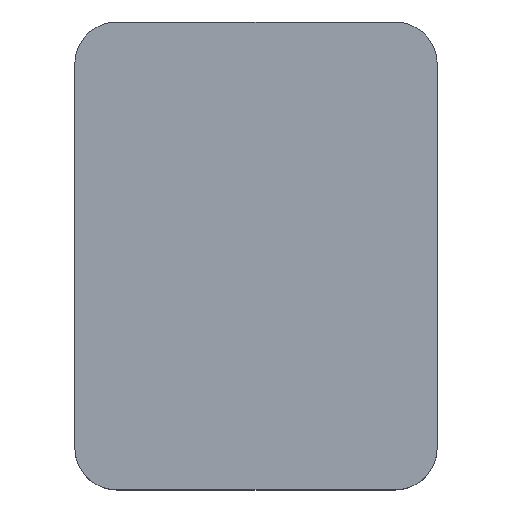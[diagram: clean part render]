
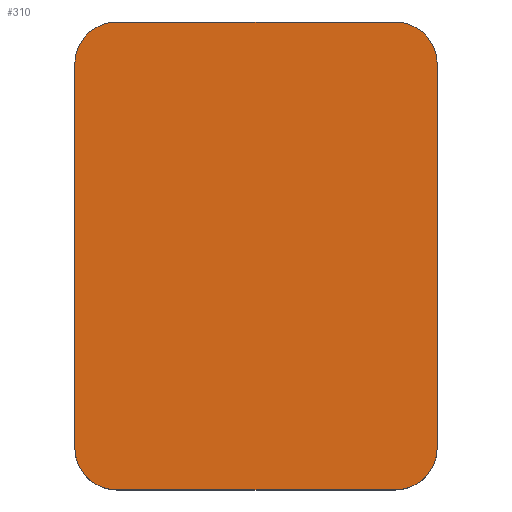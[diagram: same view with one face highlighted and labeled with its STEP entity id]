
A CAD part, top view. The second image highlights one B-rep face of the part: STEP entity #310.
In plain terms, the highlighted planar face has unit normal (0, 0, 1).
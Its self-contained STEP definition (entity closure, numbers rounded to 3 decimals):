
#23=PLANE('',#363);
#37=FACE_OUTER_BOUND('',#61,.T.);
#61=EDGE_LOOP('',(#250,#251,#252,#253,#254,#255,#256,#257));
#80=LINE('',#509,#104);
#89=LINE('',#541,#113);
#91=LINE('',#546,#115);
#92=LINE('',#548,#116);
#104=VECTOR('',#405,10.);
#113=VECTOR('',#436,10.);
#115=VECTOR('',#442,10.);
#116=VECTOR('',#445,10.);
#122=CIRCLE('',#344,2.);
#128=CIRCLE('',#353,2.);
#133=CIRCLE('',#360,2.);
#135=CIRCLE('',#364,2.);
#140=VERTEX_POINT('',#485);
#141=VERTEX_POINT('',#486);
#150=VERTEX_POINT('',#508);
#153=VERTEX_POINT('',#516);
#160=VERTEX_POINT('',#534);
#161=VERTEX_POINT('',#535);
#162=VERTEX_POINT('',#540);
#163=VERTEX_POINT('',#545);
#168=EDGE_CURVE('',#140,#141,#122,.T.);
#179=EDGE_CURVE('',#150,#141,#80,.T.);
#183=EDGE_CURVE('',#150,#153,#128,.T.);
#192=EDGE_CURVE('',#160,#161,#133,.T.);
#195=EDGE_CURVE('',#162,#161,#89,.T.);
#198=EDGE_CURVE('',#140,#163,#91,.T.);
#199=EDGE_CURVE('',#162,#163,#135,.T.);
#200=EDGE_CURVE('',#160,#153,#92,.T.);
#250=ORIENTED_EDGE('',*,*,#168,.F.);
#251=ORIENTED_EDGE('',*,*,#198,.T.);
#252=ORIENTED_EDGE('',*,*,#199,.F.);
#253=ORIENTED_EDGE('',*,*,#195,.T.);
#254=ORIENTED_EDGE('',*,*,#192,.F.);
#255=ORIENTED_EDGE('',*,*,#200,.T.);
#256=ORIENTED_EDGE('',*,*,#183,.F.);
#257=ORIENTED_EDGE('',*,*,#179,.T.);
#310=ADVANCED_FACE('',(#37),#23,.T.);
#344=AXIS2_PLACEMENT_3D('',#487,#385,#386);
#353=AXIS2_PLACEMENT_3D('',#517,#412,#413);
#360=AXIS2_PLACEMENT_3D('',#536,#430,#431);
#363=AXIS2_PLACEMENT_3D('',#544,#440,#441);
#364=AXIS2_PLACEMENT_3D('',#547,#443,#444);
#385=DIRECTION('center_axis',(0.,0.,-1.));
#386=DIRECTION('ref_axis',(-0.707,-0.707,0.));
#405=DIRECTION('',(0.,-1.,0.));
#412=DIRECTION('center_axis',(0.,0.,-1.));
#413=DIRECTION('ref_axis',(-0.707,0.707,0.));
#430=DIRECTION('center_axis',(0.,0.,-1.));
#431=DIRECTION('ref_axis',(0.707,0.707,0.));
#436=DIRECTION('',(0.,1.,0.));
#440=DIRECTION('center_axis',(0.,0.,1.));
#441=DIRECTION('ref_axis',(1.,0.,0.));
#442=DIRECTION('',(1.,0.,0.));
#443=DIRECTION('center_axis',(0.,0.,-1.));
#444=DIRECTION('ref_axis',(0.707,-0.707,0.));
#445=DIRECTION('',(-1.,0.,0.));
#485=CARTESIAN_POINT('',(32.733,-11.1,6.));
#486=CARTESIAN_POINT('',(30.733,-9.1,6.));
#487=CARTESIAN_POINT('Origin',(32.733,-9.1,6.));
#508=CARTESIAN_POINT('',(30.733,9.1,6.));
#509=CARTESIAN_POINT('',(30.733,11.1,6.));
#516=CARTESIAN_POINT('',(32.733,11.1,6.));
#517=CARTESIAN_POINT('Origin',(32.733,9.1,6.));
#534=CARTESIAN_POINT('',(45.933,11.1,6.));
#535=CARTESIAN_POINT('',(47.933,9.1,6.));
#536=CARTESIAN_POINT('Origin',(45.933,9.1,6.));
#540=CARTESIAN_POINT('',(47.933,-9.1,6.));
#541=CARTESIAN_POINT('',(47.933,-11.1,6.));
#544=CARTESIAN_POINT('Origin',(39.333,0.,6.));
#545=CARTESIAN_POINT('',(45.933,-11.1,6.));
#546=CARTESIAN_POINT('',(30.733,-11.1,6.));
#547=CARTESIAN_POINT('Origin',(45.933,-9.1,6.));
#548=CARTESIAN_POINT('',(47.933,11.1,6.));
